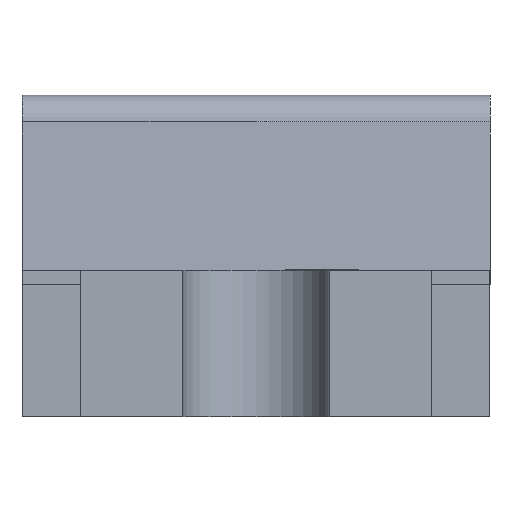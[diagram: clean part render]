
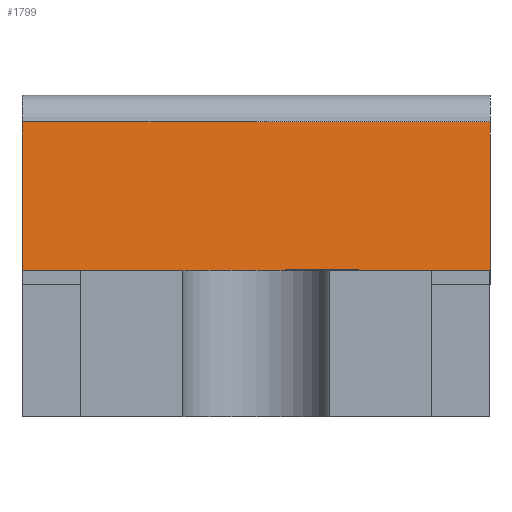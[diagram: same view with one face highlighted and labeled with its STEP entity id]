
A CAD part, front view. The second image highlights one B-rep face of the part: STEP entity #1799.
In plain terms, the highlighted planar face has unit normal (0, -0.997, 0.083).
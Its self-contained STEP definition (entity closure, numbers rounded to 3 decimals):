
#178=FACE_OUTER_BOUND('',#278,.T.);
#278=EDGE_LOOP('',(#1541,#1542,#1543,#1544));
#462=LINE('',#2895,#668);
#467=LINE('',#2906,#673);
#470=LINE('',#2913,#676);
#471=LINE('',#2914,#677);
#668=VECTOR('',#2366,10.);
#673=VECTOR('',#2377,10.);
#676=VECTOR('',#2384,10.);
#677=VECTOR('',#2385,10.);
#844=VERTEX_POINT('',#2892);
#845=VERTEX_POINT('',#2894);
#848=VERTEX_POINT('',#2904);
#850=VERTEX_POINT('',#2912);
#1079=EDGE_CURVE('',#845,#844,#462,.T.);
#1085=EDGE_CURVE('',#848,#844,#467,.T.);
#1088=EDGE_CURVE('',#848,#850,#470,.T.);
#1089=EDGE_CURVE('',#845,#850,#471,.T.);
#1541=ORIENTED_EDGE('',*,*,#1085,.F.);
#1542=ORIENTED_EDGE('',*,*,#1088,.T.);
#1543=ORIENTED_EDGE('',*,*,#1089,.F.);
#1544=ORIENTED_EDGE('',*,*,#1079,.T.);
#1708=PLANE('',#1952);
#1799=ADVANCED_FACE('',(#178),#1708,.T.);
#1952=AXIS2_PLACEMENT_3D('',#2911,#2382,#2383);
#2366=DIRECTION('',(0.,0.083,0.997));
#2377=DIRECTION('',(1.,0.,0.));
#2382=DIRECTION('center_axis',(0.,-0.997,0.083));
#2383=DIRECTION('ref_axis',(0.,-0.083,-0.997));
#2384=DIRECTION('',(0.,-0.083,-0.997));
#2385=DIRECTION('',(-1.,0.,0.));
#2892=CARTESIAN_POINT('',(1.6,0.592,1.008));
#2894=CARTESIAN_POINT('',(1.6,0.55,0.5));
#2895=CARTESIAN_POINT('',(1.6,0.563,0.65));
#2904=CARTESIAN_POINT('',(0.,0.592,1.008));
#2906=CARTESIAN_POINT('',(0.6,0.592,1.008));
#2911=CARTESIAN_POINT('Origin',(0.4,0.575,0.8));
#2912=CARTESIAN_POINT('',(0.,0.55,0.5));
#2913=CARTESIAN_POINT('',(0.,0.57,0.737));
#2914=CARTESIAN_POINT('',(1.6,0.55,0.5));
